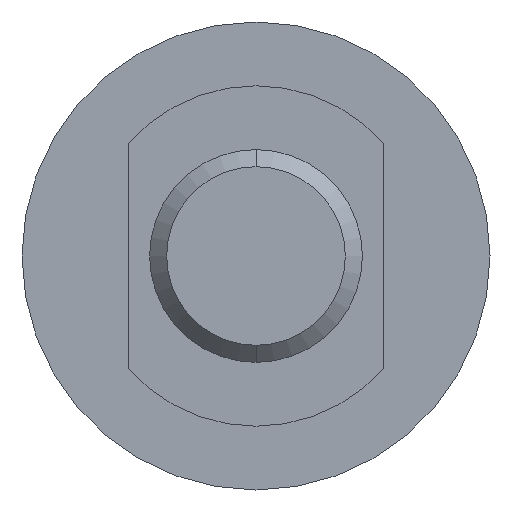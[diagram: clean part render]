
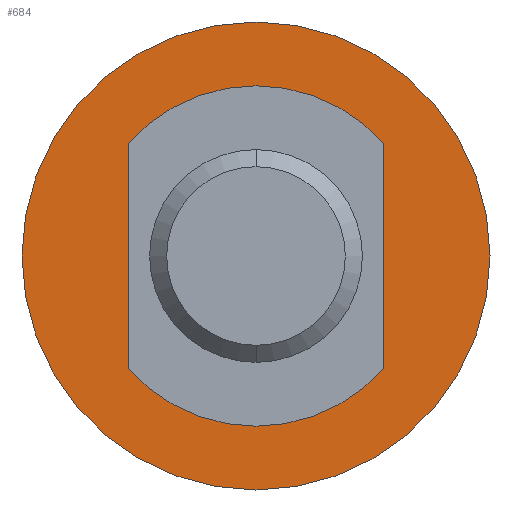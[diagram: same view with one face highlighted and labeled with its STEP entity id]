
A CAD part, left-side view. The second image highlights one B-rep face of the part: STEP entity #684.
In plain terms, the highlighted planar face has unit normal (-1, 0, 0).
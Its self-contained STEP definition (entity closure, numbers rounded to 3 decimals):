
#132=CARTESIAN_POINT('',(42.2,0.,11.));
#133=VERTEX_POINT('',#132);
#142=CARTESIAN_POINT('',(42.2,0.,-11.));
#143=VERTEX_POINT('',#142);
#144=CARTESIAN_POINT('',(42.2,0.,0.));
#145=DIRECTION('',(1.0,0.0,0.0));
#146=DIRECTION('',(0.0,0.0,1.0));
#147=AXIS2_PLACEMENT_3D('',#144,#145,#146);
#148=CIRCLE('',#147,11.0);
#149=EDGE_CURVE('',#133,#143,#148,.T.);
#374=CARTESIAN_POINT('',(42.2,0.,6.));
#375=VERTEX_POINT('',#374);
#400=CARTESIAN_POINT('',(42.2,0.,-6.));
#401=VERTEX_POINT('',#400);
#408=CARTESIAN_POINT('',(42.2,0.,0.));
#409=DIRECTION('',(1.0,0.0,0.0));
#410=DIRECTION('',(0.0,0.0,1.0));
#411=AXIS2_PLACEMENT_3D('',#408,#409,#410);
#412=CIRCLE('',#411,6.0);
#413=EDGE_CURVE('',#375,#401,#412,.T.);
#424=CARTESIAN_POINT('',(42.2,0.,0.));
#425=DIRECTION('',(1.0,0.0,0.0));
#426=DIRECTION('',(0.0,0.0,1.0));
#427=AXIS2_PLACEMENT_3D('',#424,#425,#426);
#428=CIRCLE('',#427,6.0);
#429=EDGE_CURVE('',#401,#375,#428,.T.);
#665=CARTESIAN_POINT('',(42.2,0.,5.5));
#666=DIRECTION('',(-1.0,0.0,0.0));
#667=DIRECTION('',(0.0,-1.0,0.0));
#668=AXIS2_PLACEMENT_3D('',#665,#666,#667);
#669=PLANE('',#668);
#670=ORIENTED_EDGE('',*,*,#149,.F.);
#671=CARTESIAN_POINT('',(42.2,0.,0.));
#672=DIRECTION('',(1.0,0.0,0.0));
#673=DIRECTION('',(0.0,0.0,1.0));
#674=AXIS2_PLACEMENT_3D('',#671,#672,#673);
#675=CIRCLE('',#674,11.0);
#676=EDGE_CURVE('',#143,#133,#675,.T.);
#677=ORIENTED_EDGE('',*,*,#676,.F.);
#678=EDGE_LOOP('',(#670,#677));
#679=FACE_OUTER_BOUND('',#678,.T.);
#680=ORIENTED_EDGE('',*,*,#429,.T.);
#681=ORIENTED_EDGE('',*,*,#413,.T.);
#682=EDGE_LOOP('',(#680,#681));
#683=FACE_BOUND('',#682,.T.);
#684=ADVANCED_FACE('',(#679,#683),#669,.T.);
